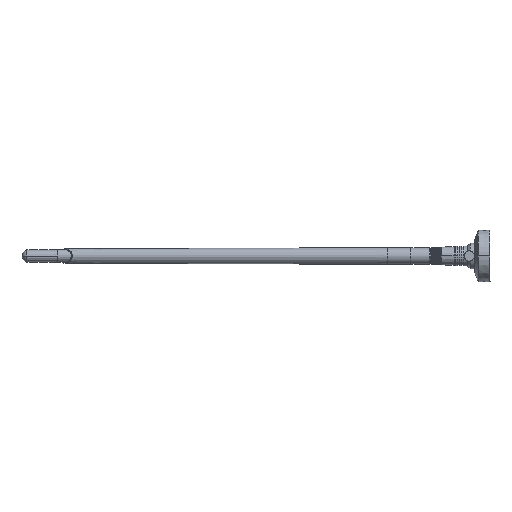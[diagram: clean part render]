
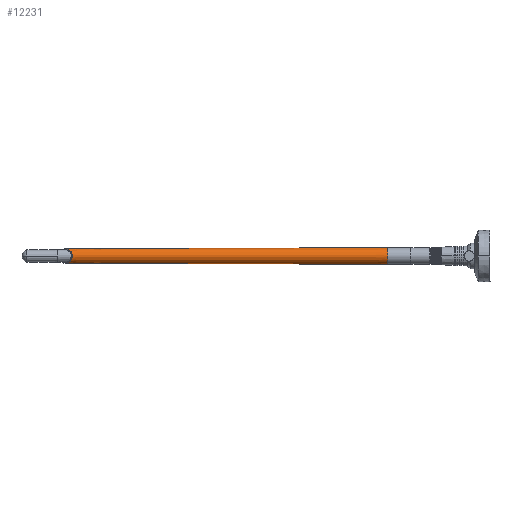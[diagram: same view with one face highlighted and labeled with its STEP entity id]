
A CAD part, front view. The second image highlights one B-rep face of the part: STEP entity #12231.
In plain terms, the highlighted conical face has half-angle 0.2 degrees and reference radius 6.54 mm.
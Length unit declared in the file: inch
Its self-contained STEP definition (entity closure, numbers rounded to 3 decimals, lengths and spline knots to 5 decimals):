
#9113 =( BOUNDED_CURVE ( )  B_SPLINE_CURVE ( 3, ( #19316, #19309, #19311, #19318, #19319, #19320, #19321 ),
 .UNSPECIFIED., .F., .F. ) 
 B_SPLINE_CURVE_WITH_KNOTS ( ( 4, 3, 4 ),
 ( 4.7089, 6.28319, 7.85747 ),
 .UNSPECIFIED. ) 
 CURVE ( )  GEOMETRIC_REPRESENTATION_ITEM ( )  RATIONAL_B_SPLINE_CURVE ( ( 1., 0.804, 0.804, 1., 0.804, 0.804, 1. ) ) 
 REPRESENTATION_ITEM ( '' )  );
#11115 = EDGE_LOOP ( 'NONE', ( #15711, #15710, #15714, #15715, #15713, #15716, #15717, #15720 ) ) ;
#12231 = ADVANCED_FACE ( 'NONE', ( #16385 ), #16394, .T. ) ;
#12487 = EDGE_CURVE ( 'NONE', #14070, #14072, #9113, .T. ) ;
#12488 = EDGE_CURVE ( 'NONE', #14072, #14076, #20078, .T. ) ;
#12489 = EDGE_CURVE ( 'NONE', #14076, #14077, #20080, .T. ) ;
#12490 = EDGE_CURVE ( 'NONE', #14077, #14078, #20081, .T. ) ;
#12491 = EDGE_CURVE ( 'NONE', #14078, #14079, #20083, .T. ) ;
#12492 = EDGE_CURVE ( 'NONE', #14065, #14079, #20085, .T. ) ;
#12493 = EDGE_CURVE ( 'NONE', #14065, #14081, #20077, .T. ) ;
#12494 = EDGE_CURVE ( 'NONE', #14070, #14081, #20087, .T. ) ;
#14065 = VERTEX_POINT ( 'NONE', #22371 ) ;
#14070 = VERTEX_POINT ( 'NONE', #22376 ) ;
#14072 = VERTEX_POINT ( 'NONE', #22378 ) ;
#14076 = VERTEX_POINT ( 'NONE', #22382 ) ;
#14077 = VERTEX_POINT ( 'NONE', #22383 ) ;
#14078 = VERTEX_POINT ( 'NONE', #22384 ) ;
#14079 = VERTEX_POINT ( 'NONE', #22385 ) ;
#14081 = VERTEX_POINT ( 'NONE', #22387 ) ;
#15710 = ORIENTED_EDGE ( 'NONE', *, *, #12488, .T. ) ;
#15711 = ORIENTED_EDGE ( 'NONE', *, *, #12487, .T. ) ;
#15713 = ORIENTED_EDGE ( 'NONE', *, *, #12491, .T. ) ;
#15714 = ORIENTED_EDGE ( 'NONE', *, *, #12489, .T. ) ;
#15715 = ORIENTED_EDGE ( 'NONE', *, *, #12490, .T. ) ;
#15716 = ORIENTED_EDGE ( 'NONE', *, *, #12492, .F. ) ;
#15717 = ORIENTED_EDGE ( 'NONE', *, *, #12493, .T. ) ;
#15720 = ORIENTED_EDGE ( 'NONE', *, *, #12494, .F. ) ;
#16385 = FACE_OUTER_BOUND ( 'NONE', #11115, .T. ) ;
#16394 = CONICAL_SURFACE ( 'NONE', #16705, 0.2575, 0.003 ) ;
#16705 = AXIS2_PLACEMENT_3D ( 'NONE', #17852, #17853, #17862 ) ;
#17168 = AXIS2_PLACEMENT_3D ( 'NONE', #19329, #19330, #19331 ) ;
#17852 = CARTESIAN_POINT ( 'NONE',  ( -0.71899, 0., 0. ) ) ;
#17853 = DIRECTION ( 'NONE',  ( 1., 0., 0. ) ) ;
#17862 = DIRECTION ( 'NONE',  ( 0., 0., 1. ) ) ;
#19309 = CARTESIAN_POINT ( 'NONE',  ( -10.5852, -0.13076, 0.22306 ) ) ;
#19311 = CARTESIAN_POINT ( 'NONE',  ( -10.49257, -0.22338, 0.13076 ) ) ;
#19315 = DIRECTION ( 'NONE',  ( 1., 0., 0.003 ) ) ;
#19316 = CARTESIAN_POINT ( 'NONE',  ( -10.71596, 0., 0.2226 ) ) ;
#19317 = CARTESIAN_POINT ( 'NONE',  ( -0.71899, 0., -0.2575 ) ) ;
#19318 = CARTESIAN_POINT ( 'NONE',  ( -10.49257, -0.22338, 0. ) ) ;
#19319 = CARTESIAN_POINT ( 'NONE',  ( -10.49257, -0.22338, -0.13076 ) ) ;
#19320 = CARTESIAN_POINT ( 'NONE',  ( -10.5852, -0.13076, -0.22306 ) ) ;
#19321 = CARTESIAN_POINT ( 'NONE',  ( -10.71596, 0., -0.2226 ) ) ;
#19322 = DIRECTION ( 'NONE',  ( 1., 0., -0.003 ) ) ;
#19323 = CARTESIAN_POINT ( 'NONE',  ( -0.71899, 0., 0.2575 ) ) ;
#19324 = CARTESIAN_POINT ( 'NONE',  ( -74.487, 0., 0. ) ) ;
#19325 = DIRECTION ( 'NONE',  ( 1., 0., -0.003 ) ) ;
#19326 = CARTESIAN_POINT ( 'NONE',  ( -0.71899, 0., -0.2575 ) ) ;
#19327 = DIRECTION ( 'NONE',  ( 1., 0., -0.003 ) ) ;
#19328 = CARTESIAN_POINT ( 'NONE',  ( -74.487, 0., 0. ) ) ;
#19329 = CARTESIAN_POINT ( 'NONE',  ( -0.71899, 0., 0. ) ) ;
#19330 = DIRECTION ( 'NONE',  ( -1., 0., 0. ) ) ;
#19331 = DIRECTION ( 'NONE',  ( 0., 0., 1. ) ) ;
#19333 = DIRECTION ( 'NONE',  ( -1., 0., -0.003 ) ) ;
#19334 = CARTESIAN_POINT ( 'NONE',  ( -0.71899, 0., 0.2575 ) ) ;
#19336 = DIRECTION ( 'NONE',  ( 1., 0., 0.003 ) ) ;
#20077 = LINE ( 'NONE', #19328, #20088 ) ;
#20078 = LINE ( 'NONE', #19317, #20079 ) ;
#20079 = VECTOR ( 'NONE', #19322, 39.37008 ) ;
#20080 = LINE ( 'NONE', #19324, #20082 ) ;
#20081 = LINE ( 'NONE', #19326, #20084 ) ;
#20082 = VECTOR ( 'NONE', #19325, 39.37008 ) ;
#20083 = CIRCLE ( 'NONE', #17168, 0.2575 ) ;
#20084 = VECTOR ( 'NONE', #19327, 39.37008 ) ;
#20085 = LINE ( 'NONE', #19323, #20086 ) ;
#20086 = VECTOR ( 'NONE', #19315, 39.37008 ) ;
#20087 = LINE ( 'NONE', #19334, #20090 ) ;
#20088 = VECTOR ( 'NONE', #19333, 39.37008 ) ;
#20090 = VECTOR ( 'NONE', #19336, 39.37008 ) ;
#22371 = CARTESIAN_POINT ( 'NONE',  ( -2.21, 0., 0.2523 ) ) ;
#22376 = CARTESIAN_POINT ( 'NONE',  ( -10.71596, 0., 0.2226 ) ) ;
#22378 = CARTESIAN_POINT ( 'NONE',  ( -10.71596, 0., -0.2226 ) ) ;
#22382 = CARTESIAN_POINT ( 'NONE',  ( -9.71, 0., -0.22612 ) ) ;
#22383 = CARTESIAN_POINT ( 'NONE',  ( -2.21, 0., -0.2523 ) ) ;
#22384 = CARTESIAN_POINT ( 'NONE',  ( -0.71899, 0., -0.2575 ) ) ;
#22385 = CARTESIAN_POINT ( 'NONE',  ( -0.71899, 0., 0.2575 ) ) ;
#22387 = CARTESIAN_POINT ( 'NONE',  ( -9.71, 0., 0.22612 ) ) ;
